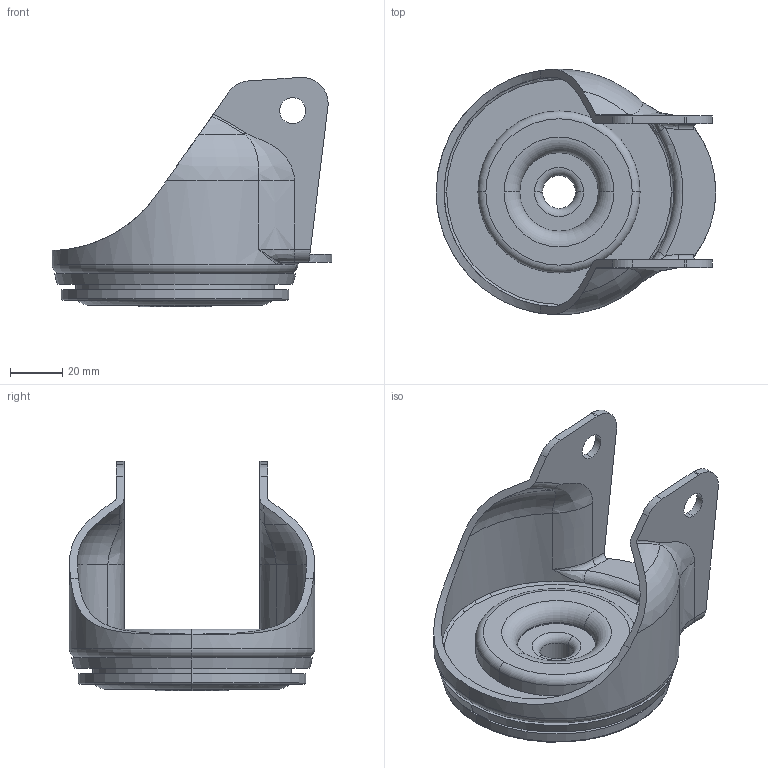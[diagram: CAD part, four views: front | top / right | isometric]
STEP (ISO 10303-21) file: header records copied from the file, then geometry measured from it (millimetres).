
FILE_DESCRIPTION (( 'STEP AP214' ), '1' );
FILE_NAME ('0049287.step', '2020-07-09T10:26:33', ( '' ), ( '' ), 'SwSTEP 2.0', 'SolidWorks 2018', '' );
FILE_SCHEMA (( 'AUTOMOTIVE_DESIGN' ));
Length unit declared in the file: millimetre
Products named in the file (1): 0049287
Bounding box: 107 x 94 x 87.71 mm (x, y, z)
Volume: 126552.2 mm3; surface area: 45012.8 mm2
Topology: 1 solids, 1 shells, 104 faces, 250 edges, 151 vertices
Faces by surface type: cylinder 32, torus 23, bspline 22, plane 21, cone 6
Entity records: 6061 total; most frequent: CARTESIAN_POINT 3805, ORIENTED_EDGE 492, DIRECTION 432, EDGE_CURVE 246, AXIS2_PLACEMENT_3D 189, VERTEX_POINT 151, EDGE_LOOP 117, CIRCLE 106
